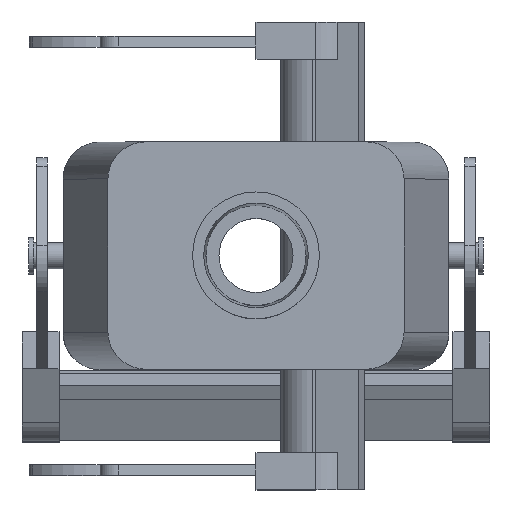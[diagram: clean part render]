
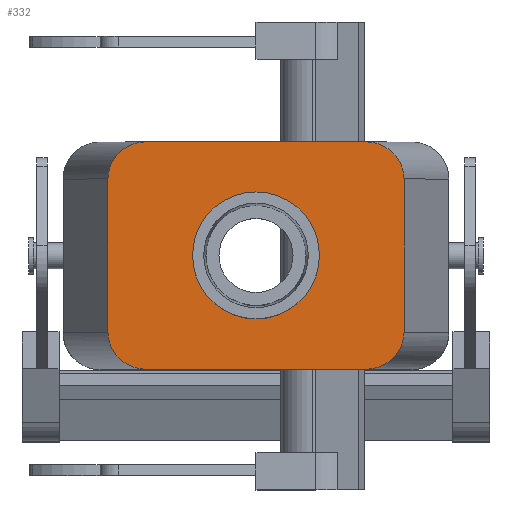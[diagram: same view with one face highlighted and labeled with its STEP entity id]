
A CAD part, top view. The second image highlights one B-rep face of the part: STEP entity #332.
In plain terms, the highlighted planar face has unit normal (0, 0, 1).
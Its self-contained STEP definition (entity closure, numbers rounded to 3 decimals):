
#332 = ADVANCED_FACE( '', ( #842, #843 ), #844, .T. );
#842 = FACE_BOUND( '', #1569, .T. );
#843 = FACE_OUTER_BOUND( '', #1570, .T. );
#844 = PLANE( '', #1571 );
#1569 = EDGE_LOOP( '', ( #2486 ) );
#1570 = EDGE_LOOP( '', ( #2487, #2488, #2489, #2490, #2491, #2492, #2493, #2494 ) );
#1571 = AXIS2_PLACEMENT_3D( '', #2495, #2496, #2497 );
#2486 = ORIENTED_EDGE( '', *, *, #4450, .F. );
#2487 = ORIENTED_EDGE( '', *, *, #4325, .T. );
#2488 = ORIENTED_EDGE( '', *, *, #4451, .T. );
#2489 = ORIENTED_EDGE( '', *, *, #4452, .F. );
#2490 = ORIENTED_EDGE( '', *, *, #4354, .F. );
#2491 = ORIENTED_EDGE( '', *, *, #4453, .T. );
#2492 = ORIENTED_EDGE( '', *, *, #4446, .F. );
#2493 = ORIENTED_EDGE( '', *, *, #4454, .F. );
#2494 = ORIENTED_EDGE( '', *, *, #4455, .T. );
#2495 = CARTESIAN_POINT( '', ( -28., 0., 52.3 ) );
#2496 = DIRECTION( '', ( 0., 0., 1. ) );
#2497 = DIRECTION( '', ( 1., 0., 0. ) );
#4325 = EDGE_CURVE( '', #5148, #5145, #5149, .T. );
#4354 = EDGE_CURVE( '', #5199, #5195, #5201, .T. );
#4446 = EDGE_CURVE( '', #5356, #5359, #5360, .T. );
#4450 = EDGE_CURVE( '', #5365, #5365, #5366, .T. );
#4451 = EDGE_CURVE( '', #5145, #5367, #5368, .T. );
#4452 = EDGE_CURVE( '', #5195, #5367, #5369, .T. );
#4453 = EDGE_CURVE( '', #5199, #5359, #5370, .T. );
#4454 = EDGE_CURVE( '', #5371, #5356, #5372, .T. );
#4455 = EDGE_CURVE( '', #5371, #5148, #5373, .T. );
#5145 = VERTEX_POINT( '', #6317 );
#5148 = VERTEX_POINT( '', #6321 );
#5149 = ELLIPSE( '', #6322, 7.238, 7. );
#5195 = VERTEX_POINT( '', #6386 );
#5199 = VERTEX_POINT( '', #6392 );
#5201 = LINE( '', #6395, #6396 );
#5356 = VERTEX_POINT( '', #6609 );
#5359 = VERTEX_POINT( '', #6613 );
#5360 = LINE( '', #6614, #6615 );
#5365 = VERTEX_POINT( '', #6622 );
#5366 = CIRCLE( '', #6623, 12. );
#5367 = VERTEX_POINT( '', #6624 );
#5368 = LINE( '', #6625, #6626 );
#5369 = ELLIPSE( '', #6627, 7.238, 7. );
#5370 = ELLIPSE( '', #6628, 7.238, 7. );
#5371 = VERTEX_POINT( '', #6629 );
#5372 = ELLIPSE( '', #6630, 7.238, 7. );
#5373 = LINE( '', #6631, #6632 );
#6317 = CARTESIAN_POINT( '', ( -20.762, -21.5, 52.3 ) );
#6321 = CARTESIAN_POINT( '', ( -28., -14.5, 52.3 ) );
#6322 = AXIS2_PLACEMENT_3D( '', #8010, #8011, #8012 );
#6386 = CARTESIAN_POINT( '', ( 28., -14.5, 52.3 ) );
#6392 = CARTESIAN_POINT( '', ( 28., 14.5, 52.3 ) );
#6395 = CARTESIAN_POINT( '', ( 28., 0., 52.3 ) );
#6396 = VECTOR( '', #8049, 1000. );
#6609 = CARTESIAN_POINT( '', ( -20.762, 21.5, 52.3 ) );
#6613 = CARTESIAN_POINT( '', ( 20.762, 21.5, 52.3 ) );
#6614 = CARTESIAN_POINT( '', ( -28., 21.5, 52.3 ) );
#6615 = VECTOR( '', #8154, 1000. );
#6622 = CARTESIAN_POINT( '', ( 12., 0., 52.3 ) );
#6623 = AXIS2_PLACEMENT_3D( '', #8157, #8158, #8159 );
#6624 = CARTESIAN_POINT( '', ( 20.762, -21.5, 52.3 ) );
#6625 = CARTESIAN_POINT( '', ( -28., -21.5, 52.3 ) );
#6626 = VECTOR( '', #8160, 1000. );
#6627 = AXIS2_PLACEMENT_3D( '', #8161, #8162, #8163 );
#6628 = AXIS2_PLACEMENT_3D( '', #8164, #8165, #8166 );
#6629 = CARTESIAN_POINT( '', ( -28., 14.5, 52.3 ) );
#6630 = AXIS2_PLACEMENT_3D( '', #8167, #8168, #8169 );
#6631 = CARTESIAN_POINT( '', ( -28., 0., 52.3 ) );
#6632 = VECTOR( '', #8170, 1000. );
#8010 = CARTESIAN_POINT( '', ( -20.762, -14.5, 52.3 ) );
#8011 = DIRECTION( '', ( 0., 0., 1. ) );
#8012 = DIRECTION( '', ( -1., 0., 0. ) );
#8049 = DIRECTION( '', ( 0., -1., 0. ) );
#8154 = DIRECTION( '', ( 1., 0., 0. ) );
#8157 = CARTESIAN_POINT( '', ( 0., 0., 52.3 ) );
#8158 = DIRECTION( '', ( 0., 0., 1. ) );
#8159 = DIRECTION( '', ( 1., 0., 0. ) );
#8160 = DIRECTION( '', ( 1., 0., 0. ) );
#8161 = CARTESIAN_POINT( '', ( 20.762, -14.5, 52.3 ) );
#8162 = DIRECTION( '', ( 0., 0., -1. ) );
#8163 = DIRECTION( '', ( 1., 0., 0. ) );
#8164 = CARTESIAN_POINT( '', ( 20.762, 14.5, 52.3 ) );
#8165 = DIRECTION( '', ( 0., 0., 1. ) );
#8166 = DIRECTION( '', ( 1., 0., 0. ) );
#8167 = CARTESIAN_POINT( '', ( -20.762, 14.5, 52.3 ) );
#8168 = DIRECTION( '', ( 0., 0., -1. ) );
#8169 = DIRECTION( '', ( -1., 0., 0. ) );
#8170 = DIRECTION( '', ( 0., -1., 0. ) );
